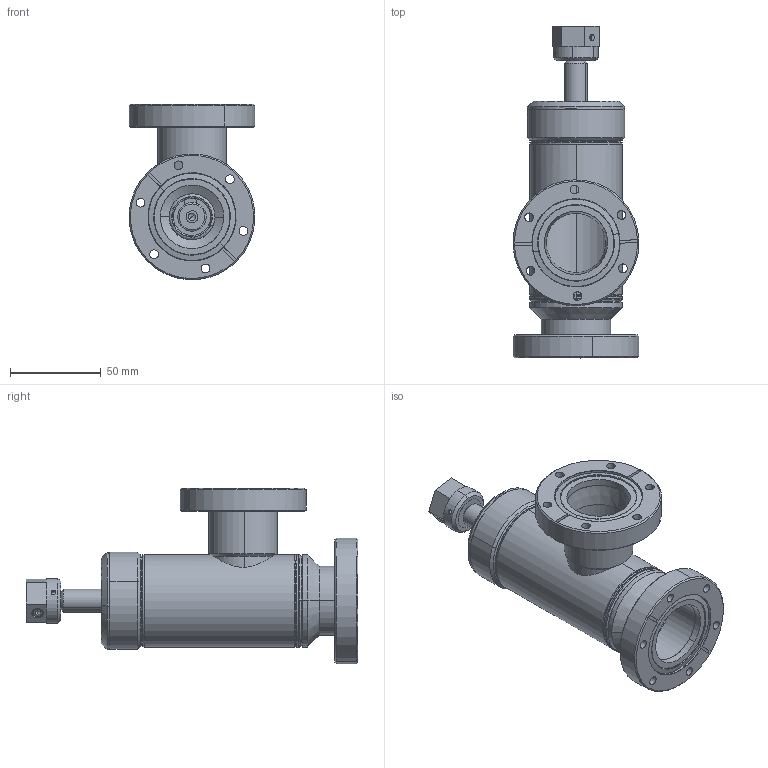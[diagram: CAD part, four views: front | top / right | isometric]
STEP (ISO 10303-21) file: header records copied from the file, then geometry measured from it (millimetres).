
FILE_DESCRIPTION (( 'STEP AP203' ), '1' );
FILE_NAME ('314003.STEP', '2010-07-30T22:28:24', ( 'MIS' ), ( '' ), 'SwSTEP 2.0', 'SolidWorks 2010', '' );
FILE_SCHEMA (( 'CONFIG_CONTROL_DESIGN' ));
Length unit declared in the file: inch
Products named in the file (1): 314003
Bounding box: 69.32 x 182.66 x 96.48 mm (x, y, z)
Volume: 188641.6 mm3; surface area: 99195 mm2
Topology: 18 solids, 18 shells, 476 faces, 1089 edges, 668 vertices
Faces by surface type: cylinder 180, plane 156, cone 82, torus 56, sphere 2
Entity records: 14470 total; most frequent: CARTESIAN_POINT 3236, DIRECTION 2531, ORIENTED_EDGE 2166, EDGE_CURVE 1083, AXIS2_PLACEMENT_3D 1027, VERTEX_POINT 668, EDGE_LOOP 565, CIRCLE 550
